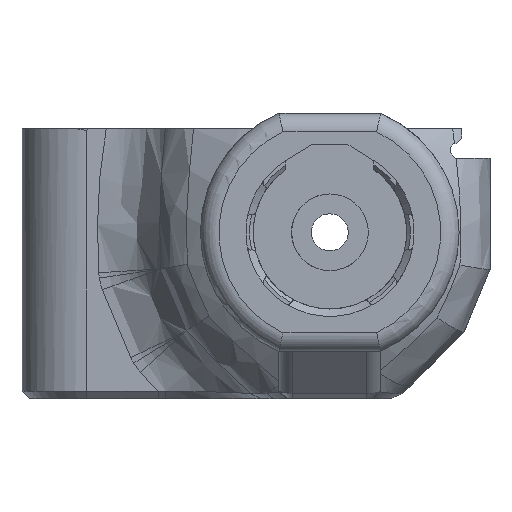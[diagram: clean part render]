
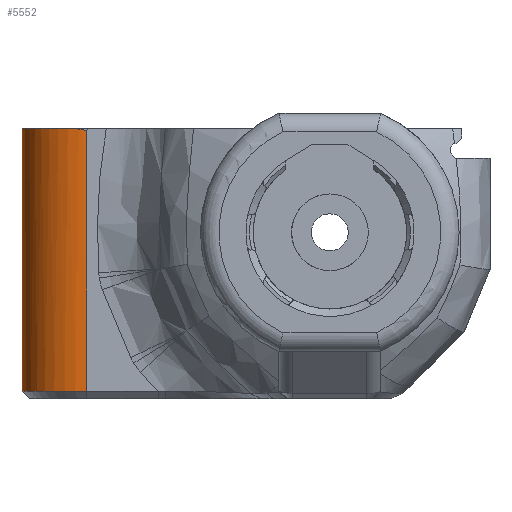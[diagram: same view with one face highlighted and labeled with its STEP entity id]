
A CAD part, front view. The second image highlights one B-rep face of the part: STEP entity #5552.
In plain terms, the highlighted cylindrical face has radius 3.5 mm (diameter 7 mm), a partial arc.
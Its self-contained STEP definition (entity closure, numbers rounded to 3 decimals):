
#425=ELLIPSE('',#5915,3.569,3.5);
#432=CIRCLE('',#5803,3.5);
#471=CIRCLE('',#5898,3.5);
#640=CYLINDRICAL_SURFACE('',#5914,3.5);
#797=FACE_OUTER_BOUND('',#1135,.T.);
#1135=EDGE_LOOP('',(#4078,#4079,#4080,#4081,#4082));
#1480=LINE('',#7817,#1876);
#1595=LINE('',#8921,#1991);
#1876=VECTOR('',#6428,10.);
#1991=VECTOR('',#6695,10.);
#2195=VERTEX_POINT('',#7578);
#2196=VERTEX_POINT('',#7580);
#2279=VERTEX_POINT('',#7815);
#2370=VERTEX_POINT('',#8409);
#2400=VERTEX_POINT('',#8920);
#2746=EDGE_CURVE('',#2196,#2195,#432,.T.);
#2849=EDGE_CURVE('',#2195,#2279,#1480,.T.);
#2982=EDGE_CURVE('',#2370,#2279,#471,.T.);
#3042=EDGE_CURVE('',#2370,#2400,#1595,.T.);
#3043=EDGE_CURVE('',#2400,#2196,#425,.T.);
#4078=ORIENTED_EDGE('',*,*,#2982,.F.);
#4079=ORIENTED_EDGE('',*,*,#3042,.T.);
#4080=ORIENTED_EDGE('',*,*,#3043,.T.);
#4081=ORIENTED_EDGE('',*,*,#2746,.T.);
#4082=ORIENTED_EDGE('',*,*,#2849,.T.);
#5552=ADVANCED_FACE('',(#797),#640,.T.);
#5803=AXIS2_PLACEMENT_3D('',#7581,#6281,#6282);
#5898=AXIS2_PLACEMENT_3D('',#8411,#6638,#6639);
#5914=AXIS2_PLACEMENT_3D('',#8919,#6693,#6694);
#5915=AXIS2_PLACEMENT_3D('',#8922,#6696,#6697);
#6281=DIRECTION('center_axis',(0.,0.,-1.));
#6282=DIRECTION('ref_axis',(-0.707,-0.707,0.));
#6428=DIRECTION('',(0.,0.,-1.));
#6638=DIRECTION('center_axis',(0.,0.,-1.));
#6639=DIRECTION('ref_axis',(-0.707,-0.707,0.));
#6693=DIRECTION('center_axis',(0.,0.,-1.));
#6694=DIRECTION('ref_axis',(-0.707,-0.707,0.));
#6695=DIRECTION('',(0.,0.,1.));
#6696=DIRECTION('center_axis',(-0.195,0.,
-0.981));
#6697=DIRECTION('ref_axis',(-0.981,0.,0.195));
#7578=CARTESIAN_POINT('',(-16.656,2.572,5.6));
#7580=CARTESIAN_POINT('',(-13.642,-0.894,5.6));
#7581=CARTESIAN_POINT('Origin',(-13.156,2.572,5.6));
#7815=CARTESIAN_POINT('',(-16.656,2.572,-8.6));
#7817=CARTESIAN_POINT('',(-16.656,2.572,-4.5));
#8409=CARTESIAN_POINT('',(-13.156,-0.928,-8.6));
#8411=CARTESIAN_POINT('Origin',(-13.156,2.572,-8.6));
#8919=CARTESIAN_POINT('Origin',(-13.156,2.572,-4.5));
#8920=CARTESIAN_POINT('',(-13.156,-0.928,5.504));
#8921=CARTESIAN_POINT('',(-13.156,-0.928,-4.5));
#8922=CARTESIAN_POINT('Origin',(-13.156,2.572,5.504));
